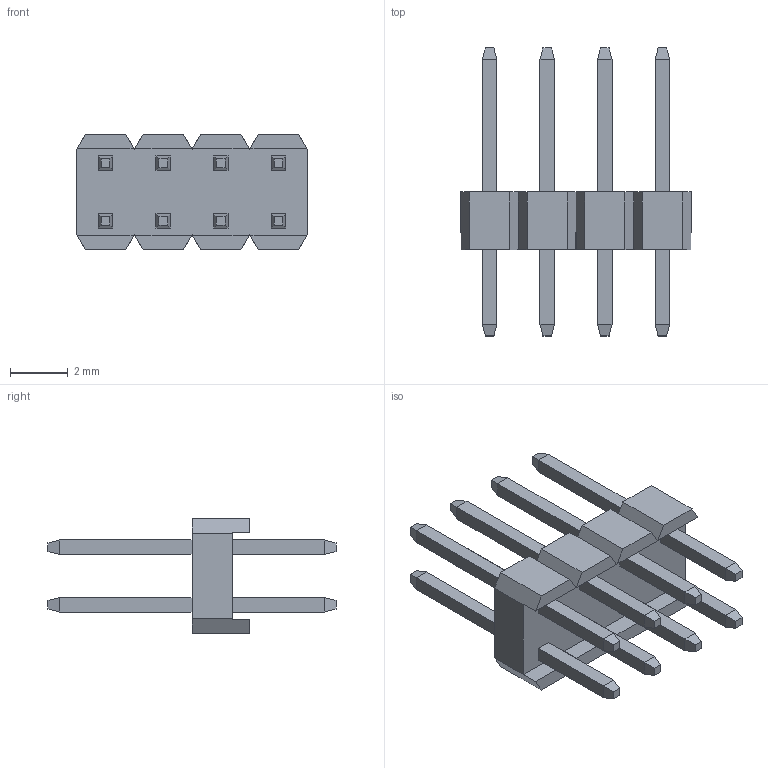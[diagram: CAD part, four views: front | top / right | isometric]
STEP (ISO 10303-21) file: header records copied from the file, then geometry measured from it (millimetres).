
FILE_DESCRIPTION((''),'2;1');
FILE_NAME('FPH20047-D04S1014350730B','2024-01-22T',('工程三'),(''),'PRO/ENGINEER BY PARAMETRIC TECHNOLOGY CORPORATION, 2010280','PRO/ENGINEER BY PARAMETRIC TECHNOLOGY CORPORATION, 2010280','');
FILE_SCHEMA(('CONFIG_CONTROL_DESIGN'));
Length unit declared in the file: millimetre
Products named in the file (1): FPH20047-D04S1014350730B
Bounding box: 8 x 10 x 4 mm (x, y, z)
Volume: 63.8 mm3; surface area: 253.5 mm2
Topology: 1 solids, 1 shells, 188 faces, 446 edges, 276 vertices
Faces by surface type: plane 188
Entity records: 5256 total; most frequent: CARTESIAN_POINT 910, ORIENTED_EDGE 892, DIRECTION 822, VECTOR 446, LINE 446, EDGE_CURVE 446, VERTEX_POINT 276, EDGE_LOOP 204
